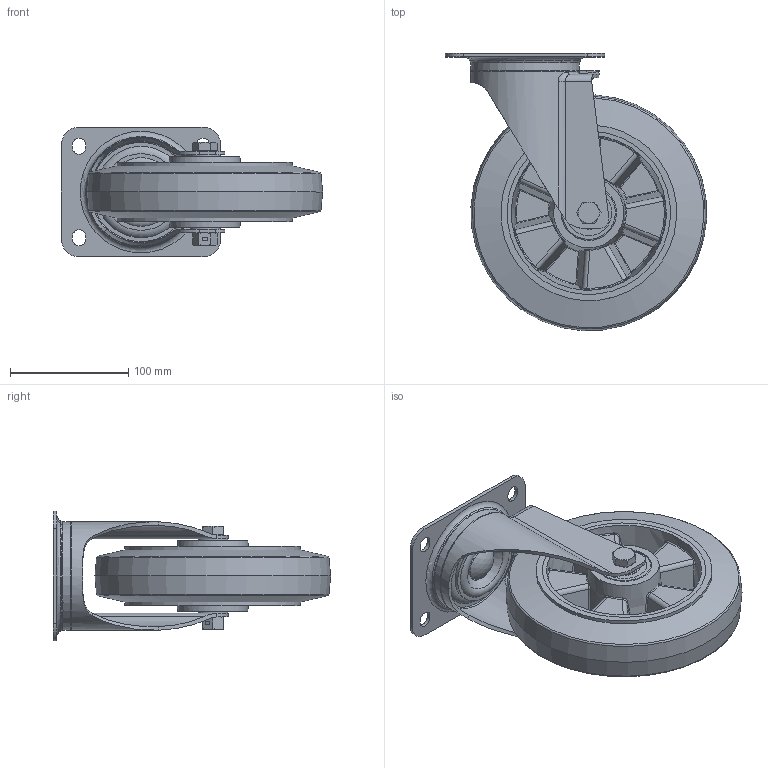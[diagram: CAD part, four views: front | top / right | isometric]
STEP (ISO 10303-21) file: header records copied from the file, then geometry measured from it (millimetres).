
FILE_DESCRIPTION(/* description */ ('KriTec_Lenkrolle_D200_grau'),/* implementation_level */ '2;1');
FILE_NAME(/* name */ '13590_KriTec_Lenkrolle_D200_grau.stp',/* time_stamp */ '2021-04-30T09:41:04+02:00',/* author */ ('Nell'),/* organization */ (''),/* preprocessor_version */ 'ST-DEVELOPER v17',/* originating_system */ 'Autodesk Inventor 2018',/* authorisation */ '');
FILE_SCHEMA (('AUTOMOTIVE_DESIGN { 1 0 10303 214 3 1 1 }'));
Length unit declared in the file: millimetre
Products named in the file (1): 13590
Bounding box: 221.34 x 234.84 x 110 mm (x, y, z)
Volume: 1102625.9 mm3; surface area: 313555.2 mm2
Topology: 17 solids, 17 shells, 674 faces, 1829 edges, 1185 vertices
Faces by surface type: cylinder 201, plane 197, bspline 106, torus 84, cone 45, sphere 41
Full cylindrical faces by diameter (mm): 9 x17, 10.2 x1, 12 x2, 12.2 x4, 16 x2, 16.5 x2, 18 x1, 19.9 x2, 20 x2, 25 x2, 28.1 x8, 38.9 x8, 40 x1, 41 x1, 47 x4, 50 x1, 65 x1, 92 x1, 138.5 x2, 149 x2
Entity records: 34789 total; most frequent: CARTESIAN_POINT 16715, DIRECTION 3878, ORIENTED_EDGE 3658, EDGE_CURVE 1829, AXIS2_PLACEMENT_3D 1703, VERTEX_POINT 1185, CIRCLE 1042, EDGE_LOOP 746
